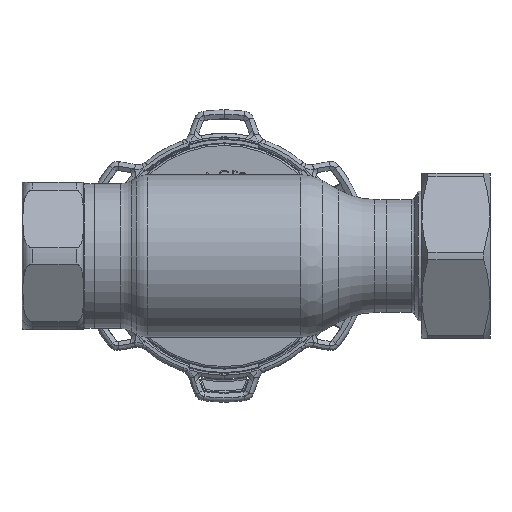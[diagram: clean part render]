
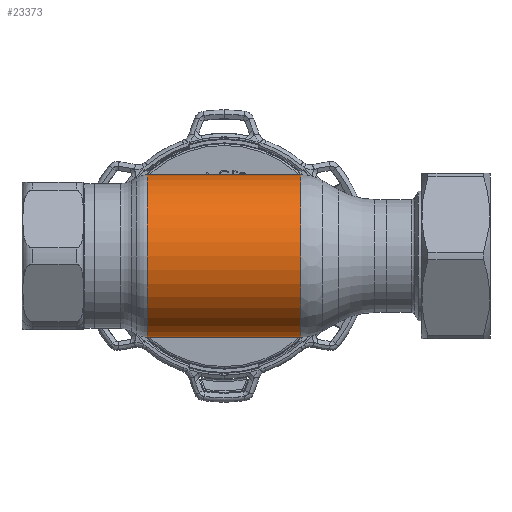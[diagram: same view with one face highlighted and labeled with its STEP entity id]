
A CAD part, front view. The second image highlights one B-rep face of the part: STEP entity #23373.
In plain terms, the highlighted cylindrical face has radius 22.5 mm (diameter 45 mm), a partial arc.
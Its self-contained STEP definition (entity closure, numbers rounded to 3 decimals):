
#76 = DIRECTION ( 'NONE',  ( 1., 0., 0. ) ) ;
#674 = FACE_OUTER_BOUND ( 'NONE', #37889, .T. ) ;
#1507 = ORIENTED_EDGE ( 'NONE', *, *, #13369, .F. ) ;
#2803 = VERTEX_POINT ( 'NONE', #27713 ) ;
#2819 = DIRECTION ( 'NONE',  ( 1., 0., 0. ) ) ;
#3127 = CARTESIAN_POINT ( 'NONE',  ( 62.69, 0., 22.5 ) ) ;
#3730 = ORIENTED_EDGE ( 'NONE', *, *, #15251, .F. ) ;
#5822 = AXIS2_PLACEMENT_3D ( 'NONE', #29106, #38527, #25495 ) ;
#6334 = CIRCLE ( 'NONE', #11482, 22.5 ) ;
#11209 = VERTEX_POINT ( 'NONE', #11821 ) ;
#11482 = AXIS2_PLACEMENT_3D ( 'NONE', #13558, #17520, #36004 ) ;
#11821 = CARTESIAN_POINT ( 'NONE',  ( -21.285, 0., -22.5 ) ) ;
#12455 = VECTOR ( 'NONE', #2819, 1000. ) ;
#12903 = CIRCLE ( 'NONE', #5822, 22.5 ) ;
#13369 = EDGE_CURVE ( 'NONE', #18907, #2803, #12903, .T. ) ;
#13558 = CARTESIAN_POINT ( 'NONE',  ( -21.285, 0., 0. ) ) ;
#15251 = EDGE_CURVE ( 'NONE', #23609, #18907, #21910, .T. ) ;
#15310 = AXIS2_PLACEMENT_3D ( 'NONE', #39777, #76, #21671 ) ;
#17520 = DIRECTION ( 'NONE',  ( 1., 0., 0. ) ) ;
#18907 = VERTEX_POINT ( 'NONE', #24804 ) ;
#20050 = EDGE_CURVE ( 'NONE', #11209, #2803, #30469, .T. ) ;
#21671 = DIRECTION ( 'NONE',  ( 0., 0., -1. ) ) ;
#21910 = LINE ( 'NONE', #3127, #34206 ) ;
#23373 = ADVANCED_FACE ( 'NONE', ( #674 ), #27696, .T. ) ;
#23609 = VERTEX_POINT ( 'NONE', #29463 ) ;
#24524 = DIRECTION ( 'NONE',  ( 1., 0., 0. ) ) ;
#24804 = CARTESIAN_POINT ( 'NONE',  ( 21.285, 0., 22.5 ) ) ;
#25495 = DIRECTION ( 'NONE',  ( 0., 0., -1. ) ) ;
#26006 = EDGE_CURVE ( 'NONE', #23609, #11209, #6334, .T. ) ;
#27696 = CYLINDRICAL_SURFACE ( 'NONE', #15310, 22.5 ) ;
#27713 = CARTESIAN_POINT ( 'NONE',  ( 21.285, 0., -22.5 ) ) ;
#29106 = CARTESIAN_POINT ( 'NONE',  ( 21.285, 0., 0. ) ) ;
#29463 = CARTESIAN_POINT ( 'NONE',  ( -21.285, 0., 22.5 ) ) ;
#30469 = LINE ( 'NONE', #36650, #12455 ) ;
#30546 = ORIENTED_EDGE ( 'NONE', *, *, #26006, .T. ) ;
#32745 = ORIENTED_EDGE ( 'NONE', *, *, #20050, .T. ) ;
#34206 = VECTOR ( 'NONE', #24524, 1000. ) ;
#36004 = DIRECTION ( 'NONE',  ( 0., 0., -1. ) ) ;
#36650 = CARTESIAN_POINT ( 'NONE',  ( 62.69, 0., -22.5 ) ) ;
#37889 = EDGE_LOOP ( 'NONE', ( #3730, #30546, #32745, #1507 ) ) ;
#38527 = DIRECTION ( 'NONE',  ( 1., 0., 0. ) ) ;
#39777 = CARTESIAN_POINT ( 'NONE',  ( 62.69, 0., 0. ) ) ;
